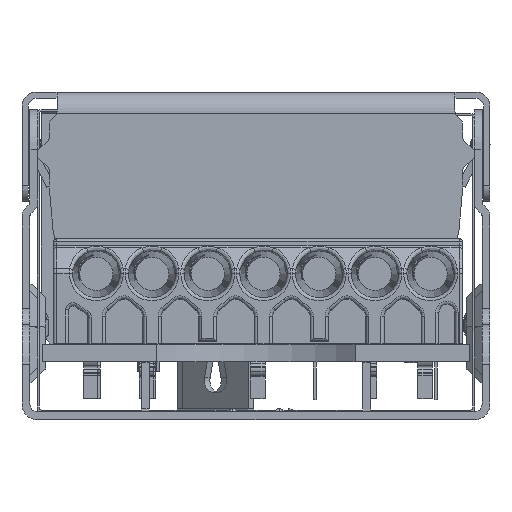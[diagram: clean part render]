
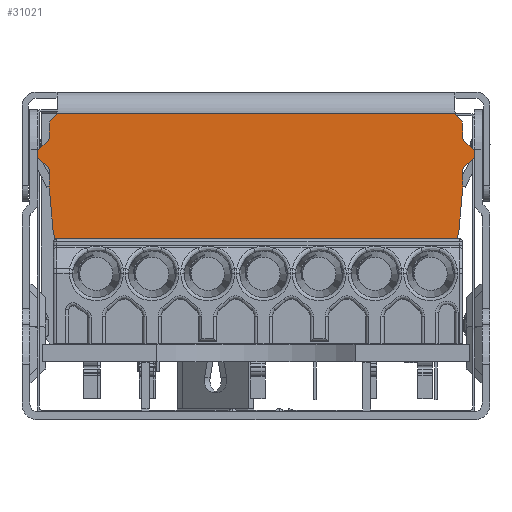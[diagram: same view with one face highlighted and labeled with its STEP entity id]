
A CAD part, left-side view. The second image highlights one B-rep face of the part: STEP entity #31021.
In plain terms, the highlighted planar face has unit normal (-1, 0, 0).
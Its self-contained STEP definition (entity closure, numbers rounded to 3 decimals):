
#1405=CIRCLE('',#33184,3.);
#1417=CIRCLE('',#33199,3.);
#1433=CIRCLE('',#33222,4.);
#1435=CIRCLE('',#33228,4.);
#1438=CIRCLE('',#33236,0.2);
#1439=CIRCLE('',#33239,0.2);
#1440=CIRCLE('',#33241,0.2);
#1441=CIRCLE('',#33244,0.2);
#1447=CIRCLE('',#33261,0.5);
#1450=CIRCLE('',#33266,0.5);
#1451=CIRCLE('',#33268,0.5);
#1452=CIRCLE('',#33271,0.5);
#2754=FACE_OUTER_BOUND('',#4580,.T.);
#4580=EDGE_LOOP('',(#21891,#21892,#21893,#21894,#21895,#21896,#21897,#21898,
#21899,#21900,#21901,#21902,#21903,#21904,#21905,#21906,#21907,#21908,#21909,
#21910,#21911,#21912,#21913,#21914,#21915,#21916));
#6684=LINE('',#46345,#9868);
#6713=LINE('',#46437,#9897);
#6720=LINE('',#46455,#9904);
#6727=LINE('',#46476,#9911);
#6732=LINE('',#46490,#9916);
#6736=LINE('',#46500,#9920);
#6760=LINE('',#46586,#9944);
#6763=LINE('',#46604,#9947);
#6769=LINE('',#46632,#9953);
#6772=LINE('',#46641,#9956);
#6773=LINE('',#46643,#9957);
#6774=LINE('',#46645,#9958);
#6775=LINE('',#46647,#9959);
#6776=LINE('',#46649,#9960);
#9868=VECTOR('',#36977,10.);
#9897=VECTOR('',#37058,10.);
#9904=VECTOR('',#37077,10.);
#9911=VECTOR('',#37100,10.);
#9916=VECTOR('',#37115,10.);
#9920=VECTOR('',#37125,10.);
#9944=VECTOR('',#37197,10.);
#9947=VECTOR('',#37206,10.);
#9953=VECTOR('',#37224,10.);
#9956=VECTOR('',#37235,10.);
#9957=VECTOR('',#37238,10.);
#9958=VECTOR('',#37241,10.);
#9959=VECTOR('',#37244,10.);
#9960=VECTOR('',#37247,10.);
#13217=VERTEX_POINT('',#46288);
#13218=VERTEX_POINT('',#46290);
#13243=VERTEX_POINT('',#46344);
#13244=VERTEX_POINT('',#46348);
#13278=VERTEX_POINT('',#46429);
#13279=VERTEX_POINT('',#46431);
#13280=VERTEX_POINT('',#46435);
#13284=VERTEX_POINT('',#46449);
#13285=VERTEX_POINT('',#46451);
#13289=VERTEX_POINT('',#46469);
#13290=VERTEX_POINT('',#46470);
#13291=VERTEX_POINT('',#46475);
#13292=VERTEX_POINT('',#46479);
#13293=VERTEX_POINT('',#46483);
#13294=VERTEX_POINT('',#46484);
#13295=VERTEX_POINT('',#46489);
#13296=VERTEX_POINT('',#46493);
#13297=VERTEX_POINT('',#46494);
#13298=VERTEX_POINT('',#46499);
#13312=VERTEX_POINT('',#46553);
#13313=VERTEX_POINT('',#46555);
#13318=VERTEX_POINT('',#46576);
#13319=VERTEX_POINT('',#46580);
#13320=VERTEX_POINT('',#46582);
#13323=VERTEX_POINT('',#46595);
#13324=VERTEX_POINT('',#46600);
#16389=EDGE_CURVE('',#13217,#13218,#1405,.T.);
#16416=EDGE_CURVE('',#13218,#13243,#6684,.T.);
#16418=EDGE_CURVE('',#13243,#13244,#1417,.T.);
#16459=EDGE_CURVE('',#13278,#13279,#1433,.T.);
#16462=EDGE_CURVE('',#13280,#13278,#6713,.T.);
#16469=EDGE_CURVE('',#13284,#13285,#1435,.T.);
#16471=EDGE_CURVE('',#13244,#13284,#6720,.T.);
#16478=EDGE_CURVE('',#13289,#13290,#1438,.T.);
#16481=EDGE_CURVE('',#13290,#13291,#6727,.T.);
#16483=EDGE_CURVE('',#13292,#13280,#1439,.T.);
#16485=EDGE_CURVE('',#13293,#13294,#1440,.T.);
#16488=EDGE_CURVE('',#13294,#13295,#6732,.T.);
#16490=EDGE_CURVE('',#13296,#13297,#1441,.T.);
#16493=EDGE_CURVE('',#13297,#13298,#6736,.T.);
#16518=EDGE_CURVE('',#13312,#13313,#1447,.T.);
#16526=EDGE_CURVE('',#13298,#13318,#1450,.T.);
#16529=EDGE_CURVE('',#13319,#13320,#1451,.T.);
#16531=EDGE_CURVE('',#13320,#13293,#6760,.T.);
#16535=EDGE_CURVE('',#13324,#13323,#1452,.F.);
#16537=EDGE_CURVE('',#13324,#13319,#6763,.T.);
#16548=EDGE_CURVE('',#13313,#13323,#6769,.T.);
#16553=EDGE_CURVE('',#13295,#13292,#6772,.T.);
#16554=EDGE_CURVE('',#13279,#13217,#6773,.T.);
#16555=EDGE_CURVE('',#13285,#13289,#6774,.T.);
#16556=EDGE_CURVE('',#13291,#13296,#6775,.T.);
#16557=EDGE_CURVE('',#13318,#13312,#6776,.T.);
#21891=ORIENTED_EDGE('',*,*,#16389,.F.);
#21892=ORIENTED_EDGE('',*,*,#16554,.F.);
#21893=ORIENTED_EDGE('',*,*,#16459,.F.);
#21894=ORIENTED_EDGE('',*,*,#16462,.F.);
#21895=ORIENTED_EDGE('',*,*,#16483,.F.);
#21896=ORIENTED_EDGE('',*,*,#16553,.F.);
#21897=ORIENTED_EDGE('',*,*,#16488,.F.);
#21898=ORIENTED_EDGE('',*,*,#16485,.F.);
#21899=ORIENTED_EDGE('',*,*,#16531,.F.);
#21900=ORIENTED_EDGE('',*,*,#16529,.F.);
#21901=ORIENTED_EDGE('',*,*,#16537,.F.);
#21902=ORIENTED_EDGE('',*,*,#16535,.T.);
#21903=ORIENTED_EDGE('',*,*,#16548,.F.);
#21904=ORIENTED_EDGE('',*,*,#16518,.F.);
#21905=ORIENTED_EDGE('',*,*,#16557,.F.);
#21906=ORIENTED_EDGE('',*,*,#16526,.F.);
#21907=ORIENTED_EDGE('',*,*,#16493,.F.);
#21908=ORIENTED_EDGE('',*,*,#16490,.F.);
#21909=ORIENTED_EDGE('',*,*,#16556,.F.);
#21910=ORIENTED_EDGE('',*,*,#16481,.F.);
#21911=ORIENTED_EDGE('',*,*,#16478,.F.);
#21912=ORIENTED_EDGE('',*,*,#16555,.F.);
#21913=ORIENTED_EDGE('',*,*,#16469,.F.);
#21914=ORIENTED_EDGE('',*,*,#16471,.F.);
#21915=ORIENTED_EDGE('',*,*,#16418,.F.);
#21916=ORIENTED_EDGE('',*,*,#16416,.F.);
#29858=PLANE('',#33287);
#31021=ADVANCED_FACE('',(#2754),#29858,.F.);
#33184=AXIS2_PLACEMENT_3D('',#46291,#36934,#36935);
#33199=AXIS2_PLACEMENT_3D('',#46349,#36981,#36982);
#33222=AXIS2_PLACEMENT_3D('',#46432,#37052,#37053);
#33228=AXIS2_PLACEMENT_3D('',#46452,#37072,#37073);
#33236=AXIS2_PLACEMENT_3D('',#46471,#37094,#37095);
#33239=AXIS2_PLACEMENT_3D('',#46480,#37104,#37105);
#33241=AXIS2_PLACEMENT_3D('',#46485,#37109,#37110);
#33244=AXIS2_PLACEMENT_3D('',#46495,#37119,#37120);
#33261=AXIS2_PLACEMENT_3D('',#46556,#37173,#37174);
#33266=AXIS2_PLACEMENT_3D('',#46577,#37186,#37187);
#33268=AXIS2_PLACEMENT_3D('',#46583,#37192,#37193);
#33271=AXIS2_PLACEMENT_3D('',#46601,#37201,#37202);
#33287=AXIS2_PLACEMENT_3D('',#46650,#37248,#37249);
#36934=DIRECTION('center_axis',(1.,0.,0.));
#36935=DIRECTION('ref_axis',(0.,-0.674,-0.738));
#36977=DIRECTION('',(0.,1.,0.));
#36981=DIRECTION('center_axis',(1.,0.,0.));
#36982=DIRECTION('ref_axis',(0.,0.674,-0.738));
#37052=DIRECTION('center_axis',(1.,0.,0.));
#37053=DIRECTION('ref_axis',(0.,-0.999,-0.045));
#37058=DIRECTION('',(0.,0.,-1.));
#37072=DIRECTION('center_axis',(1.,0.,0.));
#37073=DIRECTION('ref_axis',(0.,0.999,-0.045));
#37077=DIRECTION('',(0.,0.091,0.996));
#37094=DIRECTION('center_axis',(-1.,0.,0.));
#37095=DIRECTION('ref_axis',(0.,-0.924,0.383));
#37100=DIRECTION('',(0.,0.707,0.707));
#37104=DIRECTION('center_axis',(-1.,0.,0.));
#37105=DIRECTION('ref_axis',(0.,0.924,0.383));
#37109=DIRECTION('center_axis',(-1.,0.,0.));
#37110=DIRECTION('ref_axis',(0.,0.924,-0.383));
#37115=DIRECTION('',(0.,-0.707,-0.707));
#37119=DIRECTION('center_axis',(-1.,0.,0.));
#37120=DIRECTION('ref_axis',(0.,-0.924,-0.383));
#37125=DIRECTION('',(0.,0.,1.));
#37173=DIRECTION('center_axis',(-1.,0.,0.));
#37174=DIRECTION('ref_axis',(0.,-0.924,-0.383));
#37186=DIRECTION('center_axis',(1.,0.,0.));
#37187=DIRECTION('ref_axis',(0.,0.924,0.383));
#37192=DIRECTION('center_axis',(1.,0.,0.));
#37193=DIRECTION('ref_axis',(0.,-0.924,0.383));
#37197=DIRECTION('',(0.,0.,-1.));
#37201=DIRECTION('center_axis',(-1.,0.,0.));
#37202=DIRECTION('ref_axis',(0.,0.924,-0.383));
#37206=DIRECTION('',(0.,-0.707,-0.707));
#37224=DIRECTION('',(0.,-1.,0.));
#37235=DIRECTION('',(0.,0.707,-0.707));
#37238=DIRECTION('',(0.,0.091,-0.996));
#37241=DIRECTION('',(0.,0.,1.));
#37244=DIRECTION('',(0.,-0.707,0.707));
#37247=DIRECTION('',(0.,-0.707,0.707));
#37248=DIRECTION('center_axis',(1.,0.,0.));
#37249=DIRECTION('ref_axis',(0.,0.,-1.));
#46288=CARTESIAN_POINT('',(-79.9,-12.748,-8.272));
#46290=CARTESIAN_POINT('',(-79.9,-9.76,-11.));
#46291=CARTESIAN_POINT('Origin',(-79.9,-9.76,-8.));
#46344=CARTESIAN_POINT('',(-79.9,9.76,-11.));
#46345=CARTESIAN_POINT('',(-79.9,-12.5,-11.));
#46348=CARTESIAN_POINT('',(-79.9,12.748,-8.272));
#46349=CARTESIAN_POINT('Origin',(-79.9,9.76,-8.));
#46429=CARTESIAN_POINT('',(-79.9,-13.,-5.319));
#46431=CARTESIAN_POINT('',(-79.9,-12.984,-5.681));
#46432=CARTESIAN_POINT('Origin',(-79.9,-9.,-5.319));
#46435=CARTESIAN_POINT('',(-79.9,-13.,-4.483));
#46437=CARTESIAN_POINT('',(-79.9,-13.,-4.4));
#46449=CARTESIAN_POINT('',(-79.9,12.984,-5.681));
#46451=CARTESIAN_POINT('',(-79.9,13.,-5.319));
#46452=CARTESIAN_POINT('Origin',(-79.9,9.,-5.319));
#46455=CARTESIAN_POINT('',(-79.9,12.5,-11.));
#46469=CARTESIAN_POINT('',(-79.9,13.,-4.483));
#46470=CARTESIAN_POINT('',(-79.9,13.059,-4.341));
#46471=CARTESIAN_POINT('Origin',(-79.9,13.2,-4.483));
#46475=CARTESIAN_POINT('',(-79.9,13.9,-3.5));
#46476=CARTESIAN_POINT('',(-79.9,13.,-4.4));
#46479=CARTESIAN_POINT('',(-79.9,-13.059,-4.341));
#46480=CARTESIAN_POINT('Origin',(-79.9,-13.2,-4.483));
#46483=CARTESIAN_POINT('',(-79.9,-13.,-2.517));
#46484=CARTESIAN_POINT('',(-79.9,-13.059,-2.659));
#46485=CARTESIAN_POINT('Origin',(-79.9,-13.2,-2.517));
#46489=CARTESIAN_POINT('',(-79.9,-13.9,-3.5));
#46490=CARTESIAN_POINT('',(-79.9,-13.,-2.6));
#46493=CARTESIAN_POINT('',(-79.9,13.059,-2.659));
#46494=CARTESIAN_POINT('',(-79.9,13.,-2.517));
#46495=CARTESIAN_POINT('Origin',(-79.9,13.2,-2.517));
#46499=CARTESIAN_POINT('',(-79.9,13.,-1.707));
#46500=CARTESIAN_POINT('',(-79.9,13.,-2.6));
#46553=CARTESIAN_POINT('',(-79.9,12.646,-1.146));
#46555=CARTESIAN_POINT('',(-79.9,12.529,-0.96));
#46556=CARTESIAN_POINT('Origin',(-79.9,13.,-0.793));
#46576=CARTESIAN_POINT('',(-79.9,12.854,-1.354));
#46577=CARTESIAN_POINT('Origin',(-79.9,12.5,-1.707));
#46580=CARTESIAN_POINT('',(-79.9,-12.854,-1.354));
#46582=CARTESIAN_POINT('',(-79.9,-13.,-1.707));
#46583=CARTESIAN_POINT('Origin',(-79.9,-12.5,-1.707));
#46586=CARTESIAN_POINT('',(-79.9,-13.,-1.5));
#46595=CARTESIAN_POINT('',(-79.9,-12.529,-0.96));
#46600=CARTESIAN_POINT('',(-79.9,-12.646,-1.146));
#46601=CARTESIAN_POINT('Origin',(-79.9,-13.,-0.793));
#46604=CARTESIAN_POINT('',(-79.9,-12.5,-1.));
#46632=CARTESIAN_POINT('',(-79.9,0.,-0.96));
#46641=CARTESIAN_POINT('',(-79.9,-13.9,-3.5));
#46643=CARTESIAN_POINT('',(-79.9,-13.,-5.5));
#46645=CARTESIAN_POINT('',(-79.9,13.,-5.5));
#46647=CARTESIAN_POINT('',(-79.9,13.9,-3.5));
#46649=CARTESIAN_POINT('',(-79.9,13.,-1.5));
#46650=CARTESIAN_POINT('Origin',(-79.9,0.,
-5.917));
